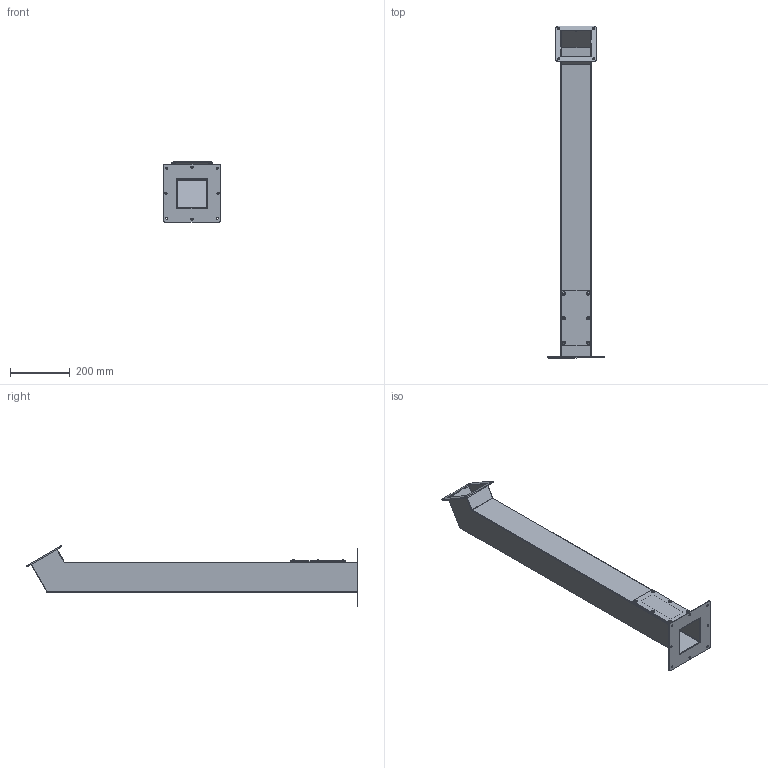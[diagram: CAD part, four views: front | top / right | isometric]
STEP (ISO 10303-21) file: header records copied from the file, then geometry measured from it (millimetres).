
FILE_DESCRIPTION(/* description */ ('ANGLED COLUMN, 4" X 4", 304 S.S., FRONT'),/* implementation_level */ '2;1');
FILE_NAME(/* name */ 'WA44PBCOLSS.stp',/* time_stamp */ '2016-04-05T15:29:18-05:00',/* author */ ('mraetz'),/* organization */ (''),/* preprocessor_version */ 'ST-DEVELOPER v16.1',/* originating_system */ 'Autodesk Inventor 2016',/* authorisation */ '');
FILE_SCHEMA (('AUTOMOTIVE_DESIGN { 1 0 10303 214 3 1 1 }'));
Length unit declared in the file: inch
Products named in the file (9): WA44PBCOLSSFRONT; WA44PBCOLSSBLR; WA44CCOLSSBASERING; WA44CCOLSSCOVER; WA44CCOLCOVERSTRIPGASKET; 37235; 39077; SSJW4RINGP; WA44PBCOLSS
Assembly tree (18 placements, depth 2):
  WA44PBCOLSS
    WA44PBCOLSSFRONT
    WA44PBCOLSSBLR
    WA44CCOLSSBASERING
    WA44CCOLSSCOVER
    WA44CCOLCOVERSTRIPGASKET
    37235  x6
    39077  x6
    SSJW4RINGP
Bounding box: 193.68 x 1111.95 x 202.37 mm (x, y, z)
Volume: 955752.1 mm3; surface area: 988313.3 mm2
Topology: 24 solids, 24 shells, 358 faces, 1434 edges, 1130 vertices
Faces by surface type: plane 214, cylinder 104, bspline 16, torus 12, sphere 6, cone 6
Full cylindrical faces by diameter (mm): 3.556 x6, 6.35 x6, 7.061 x6, 7.144 x12, 7.849 x6, 11.506 x6
Entity records: 8840 total; most frequent: CARTESIAN_POINT 3635, ORIENTED_EDGE 1022, DIRECTION 925, EDGE_CURVE 511, VERTEX_POINT 382, AXIS2_PLACEMENT_3D 323, LINE 279, VECTOR 279
